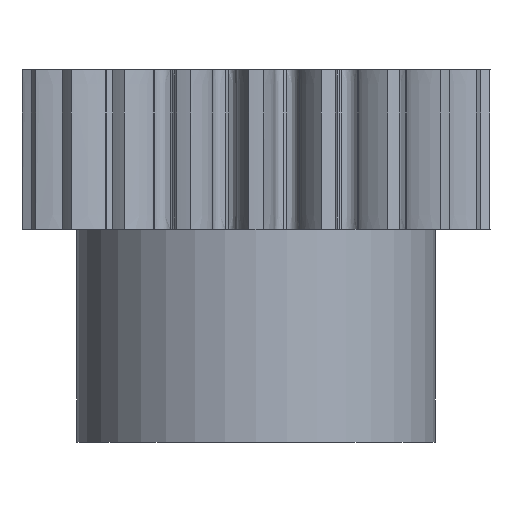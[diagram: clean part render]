
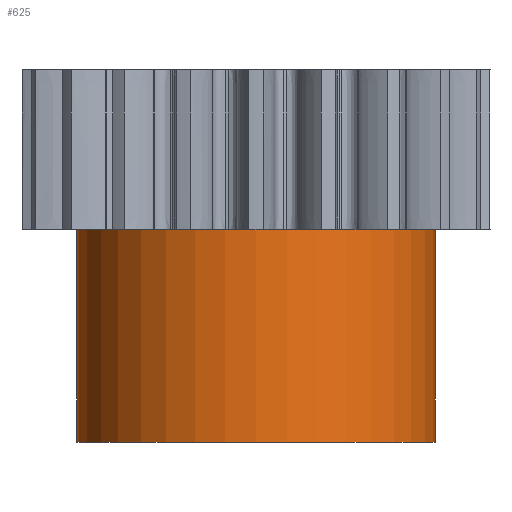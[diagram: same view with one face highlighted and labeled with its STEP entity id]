
A CAD part, front view. The second image highlights one B-rep face of the part: STEP entity #625.
In plain terms, the highlighted cylindrical face has radius 6.75 mm (diameter 13.5 mm), a full revolution.
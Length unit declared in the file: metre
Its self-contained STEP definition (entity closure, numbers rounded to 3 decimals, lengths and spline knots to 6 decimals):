
#625 = ADVANCED_FACE( 'NONE', ( #1257, #1258, #1259 ), #1260, .T. );
#1257 = FACE_OUTER_BOUND( '', #2650, .T. );
#1258 = FACE_OUTER_BOUND( '', #2651, .T. );
#1259 = FACE_BOUND( '', #2652, .T. );
#1260 = CYLINDRICAL_SURFACE( '', #2653, 0.00675 );
#2650 = EDGE_LOOP( '', ( #5669 ) );
#2651 = EDGE_LOOP( '', ( #5670 ) );
#2652 = EDGE_LOOP( '', ( #5671, #5672 ) );
#2653 = AXIS2_PLACEMENT_3D( '', #5673, #5674, #5675 );
#5669 = ORIENTED_EDGE( '', *, *, #6587, .T. );
#5670 = ORIENTED_EDGE( '', *, *, #6343, .F. );
#5671 = ORIENTED_EDGE( '', *, *, #6628, .F. );
#5672 = ORIENTED_EDGE( '', *, *, #6627, .F. );
#5673 = CARTESIAN_POINT( '', ( 0., 0., -0.008 ) );
#5674 = DIRECTION( '', ( 0., 0., -1. ) );
#5675 = DIRECTION( '', ( 1., 0., 0. ) );
#6343 = EDGE_CURVE( 'NONE', #7377, #7377, #7378, .T. );
#6587 = EDGE_CURVE( 'NONE', #7769, #7769, #7770, .T. );
#6627 = EDGE_CURVE( 'NONE', #7823, #7824, #7825, .T. );
#6628 = EDGE_CURVE( 'NONE', #7824, #7823, #7826, .T. );
#7377 = VERTEX_POINT( '', #9939 );
#7378 = CIRCLE( '', #9940, 0.00675 );
#7769 = VERTEX_POINT( '', #11328 );
#7770 = CIRCLE( '', #11329, 0.00675 );
#7823 = VERTEX_POINT( 'NONE', #11436 );
#7824 = VERTEX_POINT( 'NONE', #11437 );
#7825 = B_SPLINE_CURVE_WITH_KNOTS( '', 3, ( #11438, #11439, #11440, #11441, #11442, #11443, #11444, #11445, #11446, #11447, #11448, #11449, #11450, #11451, #11452, #11453, #11454, #11455, #11456, #11457, #11458, #11459, #11460, #11461, #11462 ), .UNSPECIFIED., .F., .F., ( 4, 1, 1, 1, 1, 1, 1, 1, 1, 1, 1, 1, 1, 1, 1, 1, 1, 1, 1, 1, 1, 1, 4 ), ( 0., 0.021319, 0.042379, 0.063226, 0.083906, 0.104464, 0.124948, 0.185566, 0.249713, 0.311944, 0.374425, 0.436794, 0.499438, 0.562002, 0.624283, 0.682737, 0.749577, 0.812345, 0.84919, 0.875221, 0.920763, 0.962241, 1. ), .UNSPECIFIED. );
#7826 = B_SPLINE_CURVE_WITH_KNOTS( '', 3, ( #11463, #11464, #11465, #11466, #11467, #11468, #11469, #11470, #11471, #11472, #11473, #11474, #11475, #11476, #11477, #11478, #11479, #11480, #11481, #11482, #11483, #11484, #11485, #11486, #11487 ), .UNSPECIFIED., .F., .F., ( 4, 1, 1, 1, 1, 1, 1, 1, 1, 1, 1, 1, 1, 1, 1, 1, 1, 1, 1, 1, 1, 1, 4 ), ( 0., 0.021318, 0.042377, 0.063222, 0.0839, 0.104457, 0.12494, 0.185546, 0.249679, 0.311806, 0.374396, 0.436692, 0.499285, 0.561865, 0.624156, 0.686678, 0.749362, 0.812095, 0.874679, 0.907592, 0.937306, 0.969419, 1. ), .UNSPECIFIED. );
#9939 = CARTESIAN_POINT( '', ( -0.00675, 0., -0.008 ) );
#9940 = AXIS2_PLACEMENT_3D( '', #12859, #12860, #12861 );
#11328 = CARTESIAN_POINT( '', ( -0.00675, 0., 0. ) );
#11329 = AXIS2_PLACEMENT_3D( '', #13074, #13075, #13076 );
#11436 = CARTESIAN_POINT( '', ( 0.002376, 0.006318, -0.003137 ) );
#11437 = CARTESIAN_POINT( '', ( -0.002376, 0.006318, -0.004863 ) );
#11438 = CARTESIAN_POINT( '', ( 0.002376, 0.006318, -0.003137 ) );
#11439 = CARTESIAN_POINT( '', ( 0.00239, 0.006313, -0.003197 ) );
#11440 = CARTESIAN_POINT( '', ( 0.002419, 0.006302, -0.003314 ) );
#11441 = CARTESIAN_POINT( '', ( 0.00245, 0.00629, -0.003493 ) );
#11442 = CARTESIAN_POINT( '', ( 0.002471, 0.006281, -0.003671 ) );
#11443 = CARTESIAN_POINT( '', ( 0.002484, 0.006277, -0.003849 ) );
#11444 = CARTESIAN_POINT( '', ( 0.002487, 0.006275, -0.004026 ) );
#11445 = CARTESIAN_POINT( '', ( 0.002477, 0.006279, -0.004318 ) );
#11446 = CARTESIAN_POINT( '', ( 0.002421, 0.006301, -0.004733 ) );
#11447 = CARTESIAN_POINT( '', ( 0.002267, 0.006359, -0.005247 ) );
#11448 = CARTESIAN_POINT( '', ( 0.002029, 0.00644, -0.00573 ) );
#11449 = CARTESIAN_POINT( '', ( 0.001715, 0.006532, -0.00616 ) );
#11450 = CARTESIAN_POINT( '', ( 0.001324, 0.006624, -0.006523 ) );
#11451 = CARTESIAN_POINT( '', ( 0.000862, 0.006701, -0.006797 ) );
#11452 = CARTESIAN_POINT( '', ( 0.000343, 0.006748, -0.006955 ) );
#11453 = CARTESIAN_POINT( '', ( -0.00019, 0.006754, -0.006973 ) );
#11454 = CARTESIAN_POINT( '', ( -0.000719, 0.006717, -0.006854 ) );
#11455 = CARTESIAN_POINT( '', ( -0.001203, 0.006648, -0.006611 ) );
#11456 = CARTESIAN_POINT( '', ( -0.001567, 0.006568, -0.006306 ) );
#11457 = CARTESIAN_POINT( '', ( -0.001801, 0.006506, -0.006038 ) );
#11458 = CARTESIAN_POINT( '', ( -0.001981, 0.006453, -0.005789 ) );
#11459 = CARTESIAN_POINT( '', ( -0.002141, 0.006403, -0.00551 ) );
#11460 = CARTESIAN_POINT( '', ( -0.002283, 0.006353, -0.005184 ) );
#11461 = CARTESIAN_POINT( '', ( -0.002346, 0.006329, -0.004966 ) );
#11462 = CARTESIAN_POINT( '', ( -0.002376, 0.006318, -0.004863 ) );
#11463 = CARTESIAN_POINT( '', ( -0.002376, 0.006318, -0.004863 ) );
#11464 = CARTESIAN_POINT( '', ( -0.00239, 0.006313, -0.004803 ) );
#11465 = CARTESIAN_POINT( '', ( -0.002419, 0.006302, -0.004686 ) );
#11466 = CARTESIAN_POINT( '', ( -0.00245, 0.00629, -0.004507 ) );
#11467 = CARTESIAN_POINT( '', ( -0.002471, 0.006281, -0.004329 ) );
#11468 = CARTESIAN_POINT( '', ( -0.002484, 0.006277, -0.004151 ) );
#11469 = CARTESIAN_POINT( '', ( -0.002487, 0.006275, -0.003974 ) );
#11470 = CARTESIAN_POINT( '', ( -0.002477, 0.006279, -0.003682 ) );
#11471 = CARTESIAN_POINT( '', ( -0.002422, 0.006301, -0.003267 ) );
#11472 = CARTESIAN_POINT( '', ( -0.002267, 0.006359, -0.002754 ) );
#11473 = CARTESIAN_POINT( '', ( -0.00203, 0.00644, -0.002271 ) );
#11474 = CARTESIAN_POINT( '', ( -0.001716, 0.006532, -0.001841 ) );
#11475 = CARTESIAN_POINT( '', ( -0.001325, 0.006623, -0.001477 ) );
#11476 = CARTESIAN_POINT( '', ( -0.000863, 0.006701, -0.001203 ) );
#11477 = CARTESIAN_POINT( '', ( -0.000344, 0.006748, -0.001046 ) );
#11478 = CARTESIAN_POINT( '', ( 0.000201, 0.006754, -0.001026 ) );
#11479 = CARTESIAN_POINT( '', ( 0.00073, 0.006717, -0.001149 ) );
#11480 = CARTESIAN_POINT( '', ( 0.00121, 0.006646, -0.001396 ) );
#11481 = CARTESIAN_POINT( '', ( 0.001622, 0.006556, -0.001739 ) );
#11482 = CARTESIAN_POINT( '', ( 0.001904, 0.006477, -0.00209 ) );
#11483 = CARTESIAN_POINT( '', ( 0.002087, 0.00642, -0.002394 ) );
#11484 = CARTESIAN_POINT( '', ( 0.002206, 0.00638, -0.002636 ) );
#11485 = CARTESIAN_POINT( '', ( 0.002303, 0.006345, -0.002881 ) );
#11486 = CARTESIAN_POINT( '', ( 0.002352, 0.006327, -0.003053 ) );
#11487 = CARTESIAN_POINT( '', ( 0.002376, 0.006318, -0.003137 ) );
#12859 = CARTESIAN_POINT( '', ( 0., 0., -0.008 ) );
#12860 = DIRECTION( '', ( 0., 0., -1. ) );
#12861 = DIRECTION( '', ( -1., 0., 0. ) );
#13074 = CARTESIAN_POINT( '', ( 0., 0., 0. ) );
#13075 = DIRECTION( '', ( 0., 0., -1. ) );
#13076 = DIRECTION( '', ( -1., 0., 0. ) );
